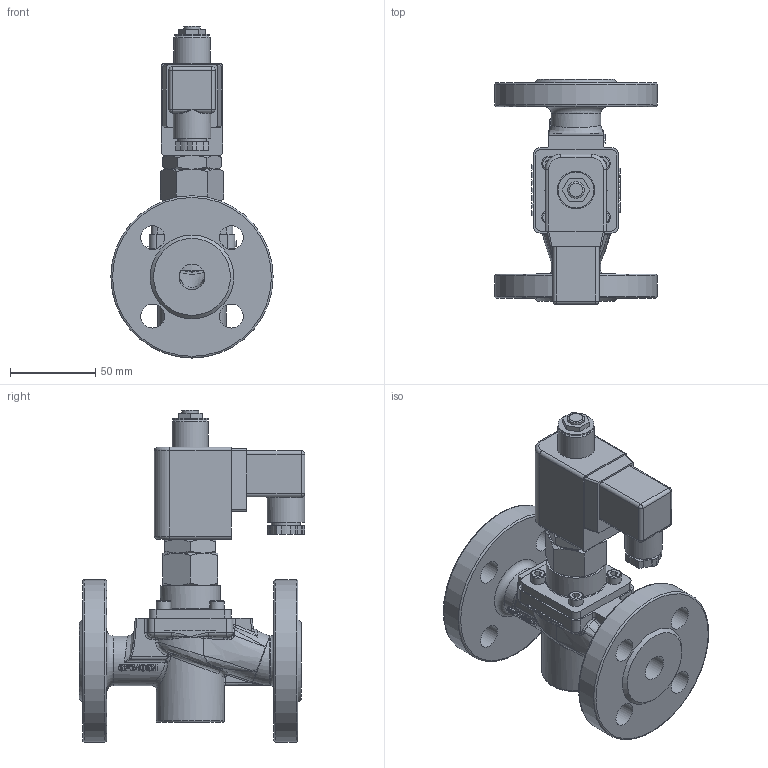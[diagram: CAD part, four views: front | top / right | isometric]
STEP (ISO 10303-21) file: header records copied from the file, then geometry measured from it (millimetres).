
FILE_DESCRIPTION(/* description */ ('3D-Modell'),/* implementation_level */ '2;1');
FILE_NAME(/* name */ '027.002253_E2701-0502-.692-NO.stp',/* time_stamp */ '2022-02-09T08:28:33+01:00',/* author */ ('CBeuthner'),/* organization */ (''),/* preprocessor_version */ 'ST-DEVELOPER v16.1',/* originating_system */ 'Autodesk Inventor 2016',/* authorisation */ '');
FILE_SCHEMA (('CONFIG_CONTROL_DESIGN'));
Products named in the file (1): 88-005462
Bounding box: 95 x 132 x 194.4 mm (x, y, z)
Volume: 470898.5 mm3; surface area: 91814.1 mm2
Topology: 1 solids, 3 shells, 1021 faces, 2639 edges, 1674 vertices
Faces by surface type: plane 436, bspline 344, cylinder 154, cone 40, torus 26, sphere 21
Full cylindrical faces by diameter (mm): 1.5 x3, 6.2 x1, 8.5 x4, 9.73 x2, 10 x1, 10.5 x1, 14 x8, 15 x3, 16 x1, 17 x1, 20 x1, 21 x1, 21.2 x1, 22 x2, 22.4 x1, 29 x2, 35 x1, 40 x1, 95 x2
Entity records: 68600 total; most frequent: CARTESIAN_POINT 45641, ORIENTED_EDGE 5028, DIRECTION 3483, EDGE_CURVE 2514, VERTEX_POINT 1641, EDGE_LOOP 1187, LINE 1181, VECTOR 1181
